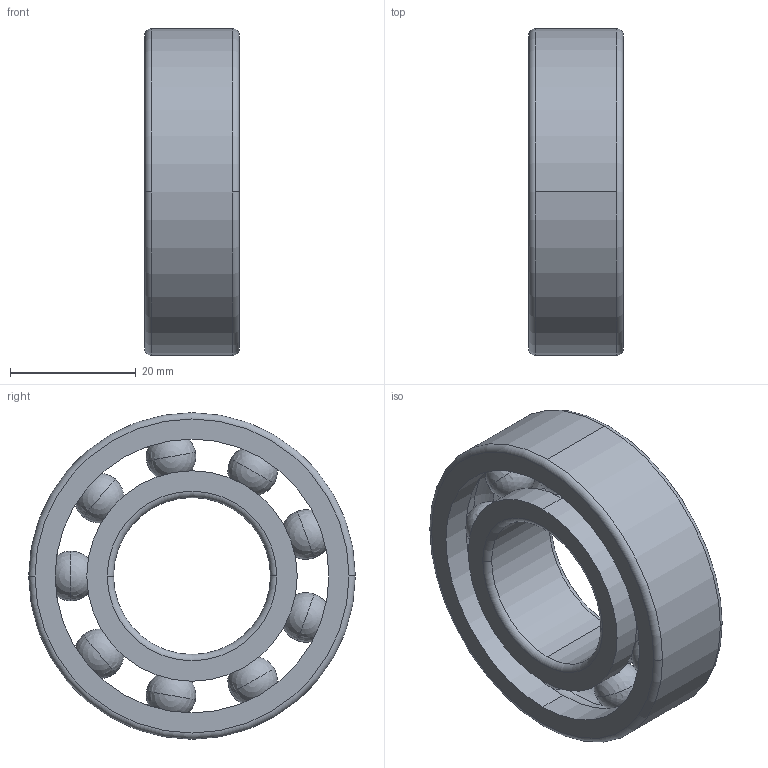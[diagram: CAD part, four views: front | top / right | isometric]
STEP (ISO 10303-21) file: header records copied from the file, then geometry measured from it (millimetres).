
FILE_DESCRIPTION(('STEP AP214'),'1');
FILE_NAME('6205.stp','2026-03-20T10:17:18',('TraceParts'),('TraceParts S.A.S.'),'Spatial InterOp 3D',' ',' ');
FILE_SCHEMA(('AUTOMOTIVE_DESIGN { 1 0 10303 214 1 1 1 1 }'));
Length unit declared in the file: millimetre
Products named in the file (1): 1
Bounding box: 15 x 52 x 52 mm (x, y, z)
Volume: 16101.5 mm3; surface area: 11080.6 mm2
Topology: 11 solids, 11 shells, 50 faces, 134 edges, 70 vertices
Faces by surface type: sphere 18, torus 16, cylinder 12, plane 4
Entity records: 1825 total; most frequent: DIRECTION 306, CARTESIAN_POINT 229, ORIENTED_EDGE 196, AXIS2_PLACEMENT_3D 147, EDGE_CURVE 98, CIRCLE 86, VERTEX_POINT 70, EDGE_LOOP 54
